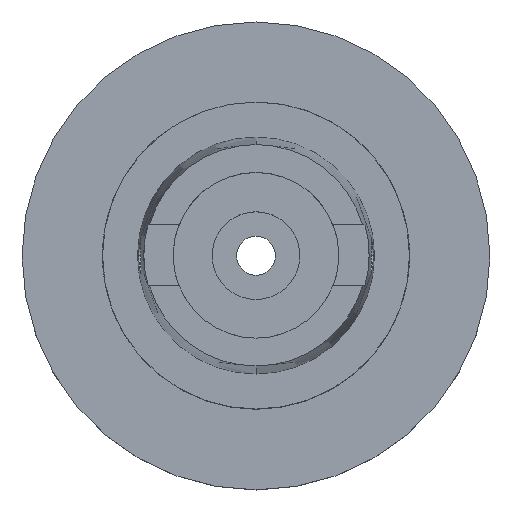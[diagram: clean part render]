
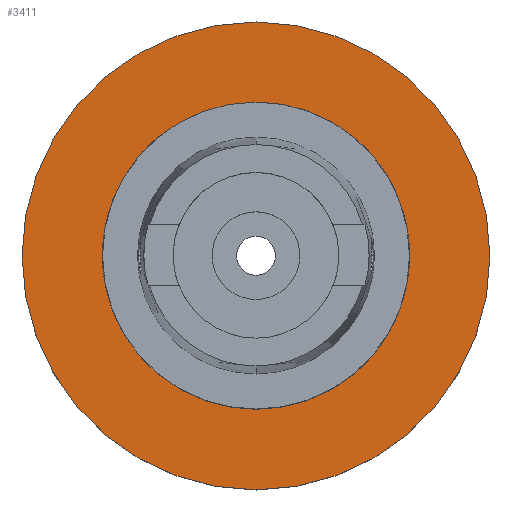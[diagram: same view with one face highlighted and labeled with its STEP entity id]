
A CAD part, top view. The second image highlights one B-rep face of the part: STEP entity #3411.
In plain terms, the highlighted planar face has unit normal (0, 0, 1).
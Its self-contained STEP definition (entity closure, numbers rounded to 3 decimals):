
#1346=CARTESIAN_POINT('',(0.,0.,-45.));
#1347=DIRECTION('',(0.,0.,-1.));
#1348=DIRECTION('',(0.,-1.,0.));
#1349=AXIS2_PLACEMENT_3D('',#1346,#1347,#1348);
#1354=CARTESIAN_POINT('',(0.,0.,-45.));
#1355=DIRECTION('',(0.,0.,-1.));
#1356=DIRECTION('',(0.,1.,0.));
#1357=AXIS2_PLACEMENT_3D('',#1354,#1355,#1356);
#1362=CARTESIAN_POINT('',(0.,0.,-45.));
#1363=DIRECTION('',(0.,0.,1.));
#1364=DIRECTION('',(0.,-1.,0.));
#1365=AXIS2_PLACEMENT_3D('',#1362,#1363,#1364);
#1370=CARTESIAN_POINT('',(0.,0.,-45.));
#1371=DIRECTION('',(0.,0.,1.));
#1372=DIRECTION('',(0.,1.,0.));
#1373=AXIS2_PLACEMENT_3D('',#1370,#1371,#1372);
#2296=CARTESIAN_POINT('',(0.,48.,-45.));
#2297=VERTEX_POINT('',#2296);
#2298=CARTESIAN_POINT('',(0.,-48.,-45.));
#2299=VERTEX_POINT('',#2298);
#2300=CARTESIAN_POINT('',(0.,-29.3,-45.));
#2301=CARTESIAN_POINT('',(0.,29.3,-45.));
#2302=VERTEX_POINT('',#2300);
#2303=VERTEX_POINT('',#2301);
#3396=CARTESIAN_POINT('',(0.,0.,-45.));
#3397=DIRECTION('',(0.,0.,1.));
#3398=DIRECTION('',(0.,1.,0.));
#3399=AXIS2_PLACEMENT_3D('',#3396,#3397,#3398);
#3400=PLANE('',#3399);
#3402=ORIENTED_EDGE('',*,*,#3401,.T.);
#3404=ORIENTED_EDGE('',*,*,#3403,.T.);
#3405=EDGE_LOOP('',(#3402,#3404));
#3406=FACE_OUTER_BOUND('',#3405,.F.);
#3407=ORIENTED_EDGE('',*,*,#3375,.T.);
#3408=ORIENTED_EDGE('',*,*,#3391,.T.);
#3409=EDGE_LOOP('',(#3407,#3408));
#3410=FACE_BOUND('',#3409,.F.);
#1350=CIRCLE('',#1349,48.);
#1358=CIRCLE('',#1357,48.);
#1366=CIRCLE('',#1365,29.3);
#1374=CIRCLE('',#1373,29.3);
#3375=EDGE_CURVE('',#2302,#2303,#1366,.T.);
#3391=EDGE_CURVE('',#2303,#2302,#1374,.T.);
#3401=EDGE_CURVE('',#2299,#2297,#1350,.T.);
#3403=EDGE_CURVE('',#2297,#2299,#1358,.T.);
#3411=ADVANCED_FACE('',(#3406,#3410),#3400,.T.);
